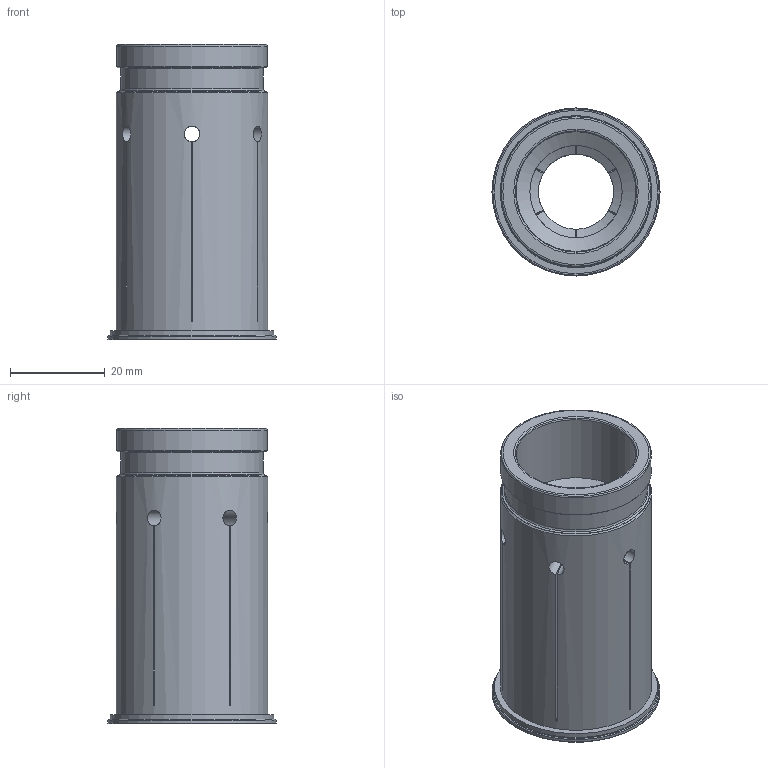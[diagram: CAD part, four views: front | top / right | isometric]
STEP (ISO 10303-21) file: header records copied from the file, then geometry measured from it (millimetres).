
FILE_DESCRIPTION(/* description */ (''),/* implementation_level */ '2;1');
FILE_NAME(/* name */ '05FHC320625_Basic.stp',/* time_stamp */ '2022-05-24T13:26:02+06:00',/* author */ (''),/* organization */ (''),/* preprocessor_version */ 'ST-DEVELOPER v16.7',/* originating_system */ 'SIEMENS PLM Software NX 12.0',/* authorisation */ '');
FILE_SCHEMA (('AUTOMOTIVE_DESIGN { 1 0 10303 214 3 1 1 1 }'));
Length unit declared in the file: millimetre
Products named in the file (1): inpu285C5259bfzk
Bounding box: 35.5 x 35.5 x 62.5 mm (x, y, z)
Volume: 31293.8 mm3; surface area: 15235.7 mm2
Topology: 1 solids, 1 shells, 57 faces, 183 edges, 129 vertices
Faces by surface type: plane 24, cylinder 14, cone 11, torus 8
Full cylindrical faces by diameter (mm): 15.875 x1, 19.5 x1, 25.3 x1, 30 x1, 31.9 x1, 32 x1, 34.5 x1, 35.5 x1
Entity records: 2640 total; most frequent: CARTESIAN_POINT 1103, ORIENTED_EDGE 304, DIRECTION 282, EDGE_CURVE 152, VERTEX_POINT 116, AXIS2_PLACEMENT_3D 111, EDGE_LOOP 90, FACE_BOUND 60
